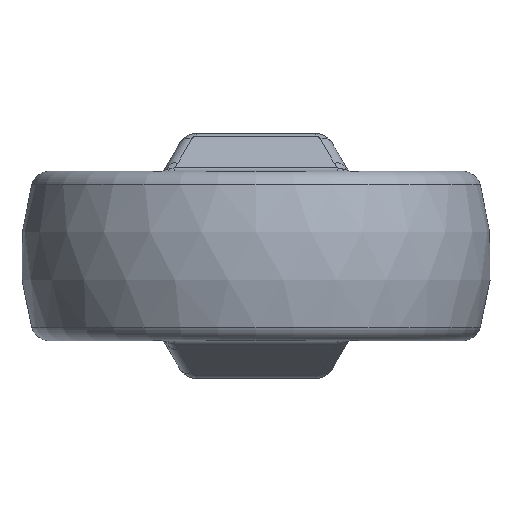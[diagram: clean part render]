
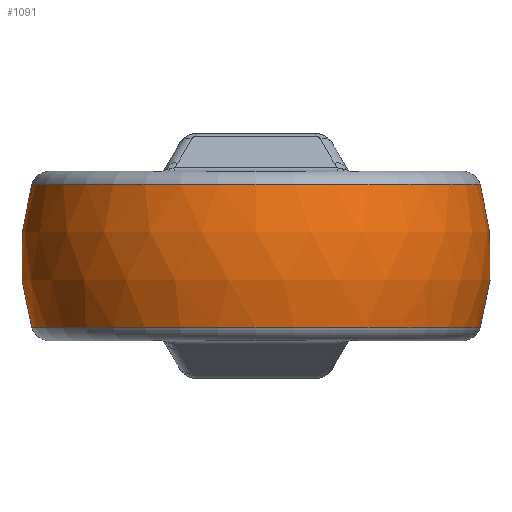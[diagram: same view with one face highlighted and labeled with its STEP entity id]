
A CAD part, front view. The second image highlights one B-rep face of the part: STEP entity #1091.
In plain terms, the highlighted spherical face has radius 25 mm.
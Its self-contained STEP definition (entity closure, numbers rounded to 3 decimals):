
#15=SPHERICAL_SURFACE('',#1204,25.);
#166=FACE_OUTER_BOUND('',#245,.T.);
#245=EDGE_LOOP('',(#864,#865,#866,#867,#868,#869));
#407=CIRCLE('',#1185,23.814);
#415=CIRCLE('',#1203,20.254);
#416=CIRCLE('',#1205,20.254);
#417=CIRCLE('',#1206,20.254);
#418=CIRCLE('',#1207,23.814);
#419=CIRCLE('',#1208,20.254);
#487=VERTEX_POINT('',#1843);
#490=VERTEX_POINT('',#1878);
#502=VERTEX_POINT('',#2070);
#505=VERTEX_POINT('',#2105);
#519=VERTEX_POINT('',#2257);
#520=VERTEX_POINT('',#2268);
#619=EDGE_CURVE('',#490,#487,#407,.T.);
#643=EDGE_CURVE('',#487,#519,#415,.T.);
#645=EDGE_CURVE('',#520,#490,#416,.T.);
#646=EDGE_CURVE('',#502,#520,#417,.T.);
#647=EDGE_CURVE('',#505,#502,#418,.T.);
#648=EDGE_CURVE('',#519,#505,#419,.T.);
#864=ORIENTED_EDGE('',*,*,#619,.F.);
#865=ORIENTED_EDGE('',*,*,#645,.F.);
#866=ORIENTED_EDGE('',*,*,#646,.F.);
#867=ORIENTED_EDGE('',*,*,#647,.F.);
#868=ORIENTED_EDGE('',*,*,#648,.F.);
#869=ORIENTED_EDGE('',*,*,#643,.F.);
#1091=ADVANCED_FACE('',(#166),#15,.T.);
#1185=AXIS2_PLACEMENT_3D('',#2112,#1374,#1375);
#1203=AXIS2_PLACEMENT_3D('',#2258,#1418,#1419);
#1204=AXIS2_PLACEMENT_3D('',#2267,#1420,#1421);
#1205=AXIS2_PLACEMENT_3D('',#2269,#1422,#1423);
#1206=AXIS2_PLACEMENT_3D('',#2270,#1424,#1425);
#1207=AXIS2_PLACEMENT_3D('',#2271,#1426,#1427);
#1208=AXIS2_PLACEMENT_3D('',#2272,#1428,#1429);
#1374=DIRECTION('center_axis',(0.,0.,-1.));
#1375=DIRECTION('ref_axis',(0.,-1.,0.));
#1418=DIRECTION('center_axis',(0.866,0.,0.5));
#1419=DIRECTION('ref_axis',(-0.056,0.994,0.097));
#1420=DIRECTION('center_axis',(0.,0.,
1.));
#1421=DIRECTION('ref_axis',(0.,-1.,0.));
#1422=DIRECTION('center_axis',(-0.866,0.,0.5));
#1423=DIRECTION('ref_axis',(0.056,0.994,0.097));
#1424=DIRECTION('center_axis',(-0.866,0.,-0.5));
#1425=DIRECTION('ref_axis',(0.056,0.994,-0.097));
#1426=DIRECTION('center_axis',(0.,0.,1.));
#1427=DIRECTION('ref_axis',(0.,-1.,0.));
#1428=DIRECTION('center_axis',(0.866,0.,-0.5));
#1429=DIRECTION('ref_axis',(-0.056,0.994,-0.097));
#1843=CARTESIAN_POINT('',(-12.529,20.251,-7.609));
#1878=CARTESIAN_POINT('',(12.529,20.251,-7.609));
#2070=CARTESIAN_POINT('',(12.529,20.251,7.609));
#2105=CARTESIAN_POINT('',(-12.529,20.251,7.609));
#2112=CARTESIAN_POINT('Origin',(0.,0.,-7.609));
#2257=CARTESIAN_POINT('',(-16.922,18.402,0.));
#2258=CARTESIAN_POINT('Origin',(-12.692,0.,-7.328));
#2267=CARTESIAN_POINT('Origin',(0.,0.,0.));
#2268=CARTESIAN_POINT('',(16.922,18.402,0.));
#2269=CARTESIAN_POINT('Origin',(12.692,0.,-7.328));
#2270=CARTESIAN_POINT('Origin',(12.692,0.,7.328));
#2271=CARTESIAN_POINT('Origin',(0.,0.,7.609));
#2272=CARTESIAN_POINT('Origin',(-12.692,0.,7.328));
